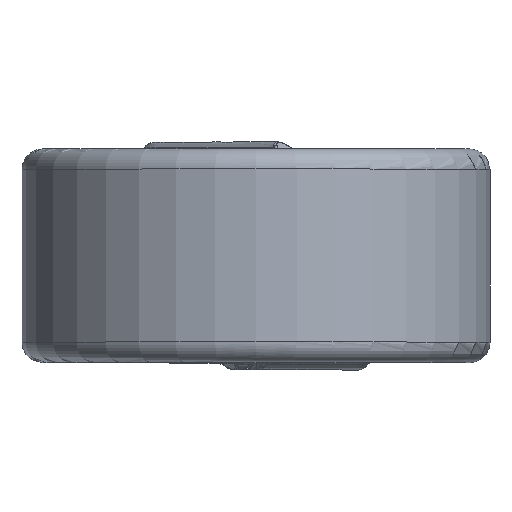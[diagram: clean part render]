
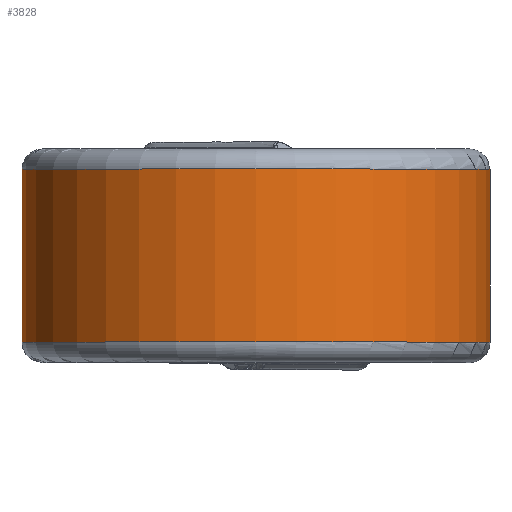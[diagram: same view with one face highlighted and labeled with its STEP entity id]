
A CAD part, top view. The second image highlights one B-rep face of the part: STEP entity #3828.
In plain terms, the highlighted cylindrical face has radius 11.5 mm (diameter 23 mm), a full revolution.
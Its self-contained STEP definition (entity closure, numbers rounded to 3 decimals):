
#28=CYLINDRICAL_SURFACE('',#3977,11.5);
#68=CIRCLE('',#3978,11.5);
#69=CIRCLE('',#3979,11.5);
#759=ORIENTED_EDGE('',*,*,#1500,.T.);
#760=ORIENTED_EDGE('',*,*,#1501,.T.);
#1500=EDGE_CURVE('',#1887,#1887,#68,.F.);
#1501=EDGE_CURVE('',#1888,#1888,#69,.T.);
#1887=VERTEX_POINT('',#7164);
#1888=VERTEX_POINT('',#7166);
#2280=EDGE_LOOP('',(#759));
#2281=EDGE_LOOP('',(#760));
#2466=FACE_BOUND('',#2280,.T.);
#2467=FACE_BOUND('',#2281,.T.);
#3828=ADVANCED_FACE('',(#2466,#2467),#28,.T.);
#3977=AXIS2_PLACEMENT_3D('',#7162,#4162,#4163);
#3978=AXIS2_PLACEMENT_3D('',#7163,#4164,#4165);
#3979=AXIS2_PLACEMENT_3D('',#7165,#4166,#4167);
#4162=DIRECTION('',(0.,1.,0.));
#4163=DIRECTION('',(0.,0.,1.));
#4164=DIRECTION('',(0.,1.,0.));
#4165=DIRECTION('',(0.,0.,1.));
#4166=DIRECTION('',(0.,1.,0.));
#4167=DIRECTION('',(0.,0.,1.));
#7162=CARTESIAN_POINT('',(0.,-5.25,0.));
#7163=CARTESIAN_POINT('',(0.,4.25,0.));
#7164=CARTESIAN_POINT('',(0.,4.25,11.5));
#7165=CARTESIAN_POINT('',(0.,-4.25,0.));
#7166=CARTESIAN_POINT('',(0.,-4.25,11.5));
